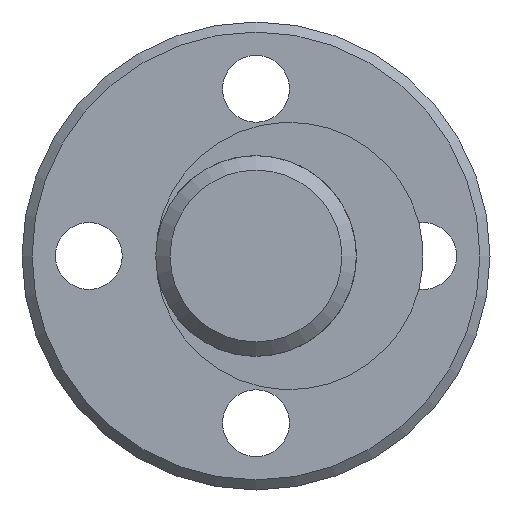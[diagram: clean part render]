
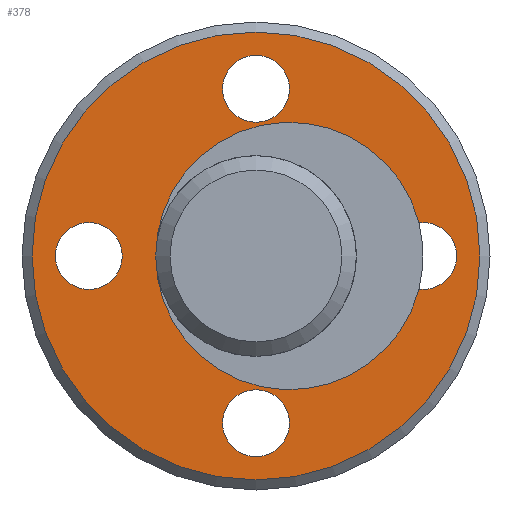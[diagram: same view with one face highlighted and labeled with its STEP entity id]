
A CAD part, left-side view. The second image highlights one B-rep face of the part: STEP entity #378.
In plain terms, the highlighted planar face has unit normal (-1, 0, 0).
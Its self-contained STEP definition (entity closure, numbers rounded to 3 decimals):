
#48=PLANE($,#429);
#84=FACE_BOUND($,#160,.T.);
#85=FACE_BOUND($,#161,.T.);
#86=FACE_BOUND($,#162,.T.);
#87=FACE_BOUND($,#163,.T.);
#88=FACE_BOUND($,#164,.T.);
#114=FACE_OUTER_BOUND($,#159,.T.);
#159=EDGE_LOOP($,(#341));
#160=EDGE_LOOP($,(#342));
#161=EDGE_LOOP($,(#343));
#162=EDGE_LOOP($,(#344));
#163=EDGE_LOOP($,(#345));
#164=EDGE_LOOP($,(#346));
#169=CIRCLE($,#389,6.7);
#172=CIRCLE($,#394,1.);
#174=CIRCLE($,#397,1.);
#176=CIRCLE($,#400,1.);
#178=CIRCLE($,#403,1.);
#185=CIRCLE($,#415,3.);
#191=VERTEX_POINT($,#552);
#194=VERTEX_POINT($,#560);
#196=VERTEX_POINT($,#565);
#198=VERTEX_POINT($,#570);
#200=VERTEX_POINT($,#575);
#213=VERTEX_POINT($,#624);
#225=EDGE_CURVE($,#191,#191,#169,.T.);
#228=EDGE_CURVE($,#194,#194,#172,.T.);
#230=EDGE_CURVE($,#196,#196,#174,.T.);
#232=EDGE_CURVE($,#198,#198,#176,.T.);
#234=EDGE_CURVE($,#200,#200,#178,.T.);
#249=EDGE_CURVE($,#213,#213,#185,.T.);
#341=ORIENTED_EDGE($,*,*,#225,.T.);
#342=ORIENTED_EDGE($,*,*,#234,.T.);
#343=ORIENTED_EDGE($,*,*,#232,.T.);
#344=ORIENTED_EDGE($,*,*,#230,.T.);
#345=ORIENTED_EDGE($,*,*,#228,.T.);
#346=ORIENTED_EDGE($,*,*,#249,.T.);
#378=ADVANCED_FACE($,(#114,#84,#85,#86,#87,#88),#48,.T.);
#389=AXIS2_PLACEMENT_3D($,#553,#446,#447);
#394=AXIS2_PLACEMENT_3D($,#561,#456,#457);
#397=AXIS2_PLACEMENT_3D($,#566,#462,#463);
#400=AXIS2_PLACEMENT_3D($,#571,#468,#469);
#403=AXIS2_PLACEMENT_3D($,#576,#474,#475);
#415=AXIS2_PLACEMENT_3D($,#625,#498,#499);
#429=AXIS2_PLACEMENT_3D($,#658,#538,#539);
#446=DIRECTION('center_axis',(-1.,0.,0.));
#447=DIRECTION('ref_axis',(0.,0.,-1.));
#456=DIRECTION('center_axis',(1.,0.,0.));
#457=DIRECTION('ref_axis',(0.,0.,1.));
#462=DIRECTION('center_axis',(1.,0.,0.));
#463=DIRECTION('ref_axis',(0.,1.,0.));
#468=DIRECTION('center_axis',(1.,0.,0.));
#469=DIRECTION('ref_axis',(0.,0.,-1.));
#474=DIRECTION('center_axis',(1.,0.,0.));
#475=DIRECTION('ref_axis',(0.,-1.,0.));
#498=DIRECTION('center_axis',(1.,0.,0.));
#499=DIRECTION('ref_axis',(0.,0.,-1.));
#538=DIRECTION('center_axis',(-1.,0.,0.));
#539=DIRECTION('ref_axis',(0.,0.,1.));
#552=CARTESIAN_POINT('',(45.95,30.,26.4));
#553=CARTESIAN_POINT('Origin',(45.95,30.,19.7));
#560=CARTESIAN_POINT('',(45.95,30.,23.7));
#561=CARTESIAN_POINT('Origin',(45.95,30.,24.7));
#565=CARTESIAN_POINT('',(45.95,34.,19.7));
#566=CARTESIAN_POINT('Origin',(45.95,35.,19.7));
#570=CARTESIAN_POINT('',(45.95,30.,15.7));
#571=CARTESIAN_POINT('Origin',(45.95,30.,14.7));
#575=CARTESIAN_POINT('',(45.95,26.,19.7));
#576=CARTESIAN_POINT('Origin',(45.95,25.,19.7));
#624=CARTESIAN_POINT('',(45.95,30.,16.7));
#625=CARTESIAN_POINT('Origin',(45.95,30.,19.7));
#658=CARTESIAN_POINT('Origin',(45.95,30.,19.7));
